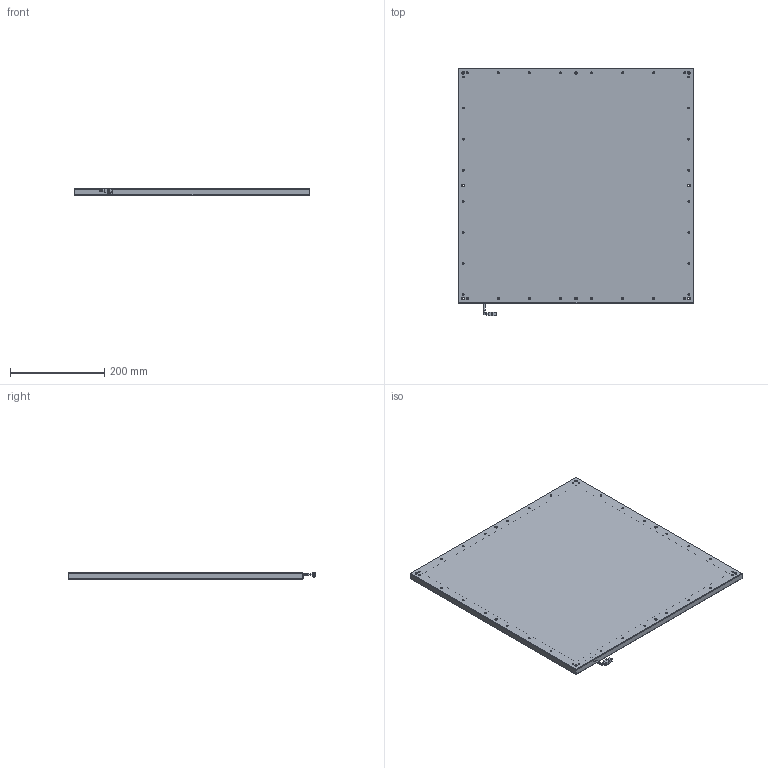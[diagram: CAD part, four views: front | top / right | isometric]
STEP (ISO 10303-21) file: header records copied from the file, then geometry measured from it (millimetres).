
FILE_DESCRIPTION (( 'STEP AP214' ), '1' );
FILE_NAME ('660507-W.STEP', '2019-02-14T08:58:59', ( 'user' ), ( '微软中国' ), 'SwSTEP 2.0', 'SolidWorks 2016', '' );
FILE_SCHEMA (( 'AUTOMOTIVE_DESIGN' ));
Length unit declared in the file: millimetre
Products named in the file (1): 660507-W
Bounding box: 500 x 527 x 14.15 mm (x, y, z)
Volume: 3088284.5 mm3; surface area: 1119647.8 mm2
Topology: 5 solids, 5 shells, 592 faces, 1493 edges, 908 vertices
Faces by surface type: cylinder 211, plane 176, cone 144, bspline 61
Entity records: 23431 total; most frequent: CARTESIAN_POINT 3961, DIRECTION 2883, ORIENTED_EDGE 2858, EDGE_CURVE 1429, AXIS2_PLACEMENT_3D 1040, VERTEX_POINT 908, VECTOR 803, LINE 803
